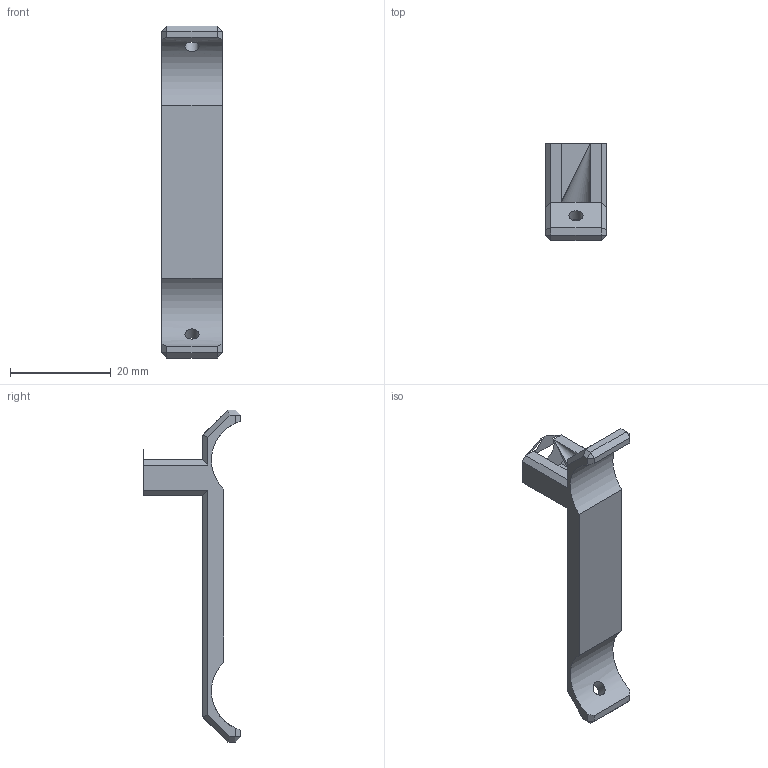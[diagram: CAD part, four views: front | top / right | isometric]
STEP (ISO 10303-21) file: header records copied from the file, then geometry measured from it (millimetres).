
FILE_DESCRIPTION(('FreeCAD Model'),'2;1');
FILE_NAME('Open CASCADE Shape Model','2023-04-08T11:17:48',('Author'),( ''),'Open CASCADE STEP processor 7.5','FreeCAD','Unknown');
FILE_SCHEMA(('AUTOMOTIVE_DESIGN { 1 0 10303 214 1 1 1 1 }'));
Length unit declared in the file: millimetre
Products named in the file (1): rod.holder.L
Bounding box: 12 x 19.28 x 66 mm (x, y, z)
Volume: 3418.8 mm3; surface area: 2643.4 mm2
Topology: 1 solids, 1 shells, 46 faces, 113 edges, 66 vertices
Faces by surface type: plane 41, cylinder 5
Full cylindrical faces by diameter (mm): 2.8 x2
Entity records: 3097 total; most frequent: CARTESIAN_POINT 865, DIRECTION 403, LINE 274, VECTOR 274, ORIENTED_EDGE 220, PCURVE 220, DEFINITIONAL_REPRESENTATION 220, EDGE_CURVE 110
